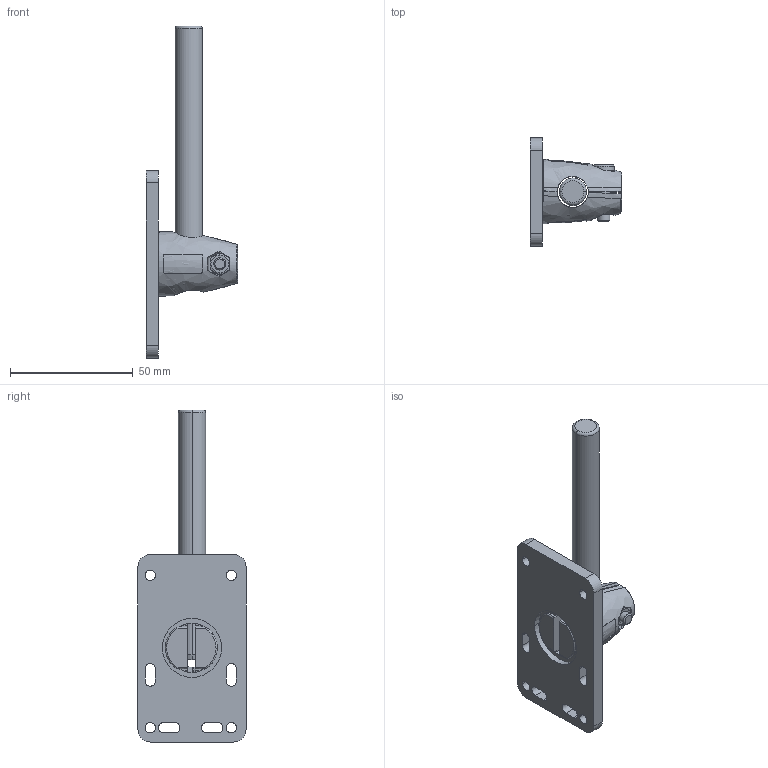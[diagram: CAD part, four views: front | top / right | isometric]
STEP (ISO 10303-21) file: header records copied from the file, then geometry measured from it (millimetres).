
FILE_DESCRIPTION((''),'2;1');
FILE_NAME('215711_ASM','2020-08-19T12:10:33',('PDMAdmin'),('BANNER ENGINEERING'),'CREO PARAMETRIC BY PTC INC, 2019292','CREO PARAMETRIC BY PTC INC, 2019292','');
FILE_SCHEMA(('CONFIG_CONTROL_DESIGN'));
Products named in the file (7): 7_16X4_1_2_DOWEL; 129461; M5_X_18_HEX_SHCS; 5_HEX_NUT; 215712; 809215---SMBQ76FAM12_ASM; 215711_ASM
Assembly tree (7 placements, depth 3):
  215711_ASM
    809215---SMBQ76FAM12_ASM
      7_16X4_1_2_DOWEL
      129461  x2
      M5_X_18_HEX_SHCS
      5_HEX_NUT
      215712
Bounding box: 37.37 x 44 x 135.1 mm (x, y, z)
Volume: 33189.3 mm3; surface area: 19094 mm2
Topology: 6 solids, 8 shells, 171 faces, 458 edges, 308 vertices
Faces by surface type: plane 85, cylinder 58, cone 10, bspline 10, torus 4, sphere 4
Entity records: 4792 total; most frequent: CARTESIAN_POINT 1479, DIRECTION 680, ORIENTED_EDGE 636, EDGE_CURVE 325, AXIS2_PLACEMENT_3D 260, VERTEX_POINT 216, VECTOR 160, LINE 160
